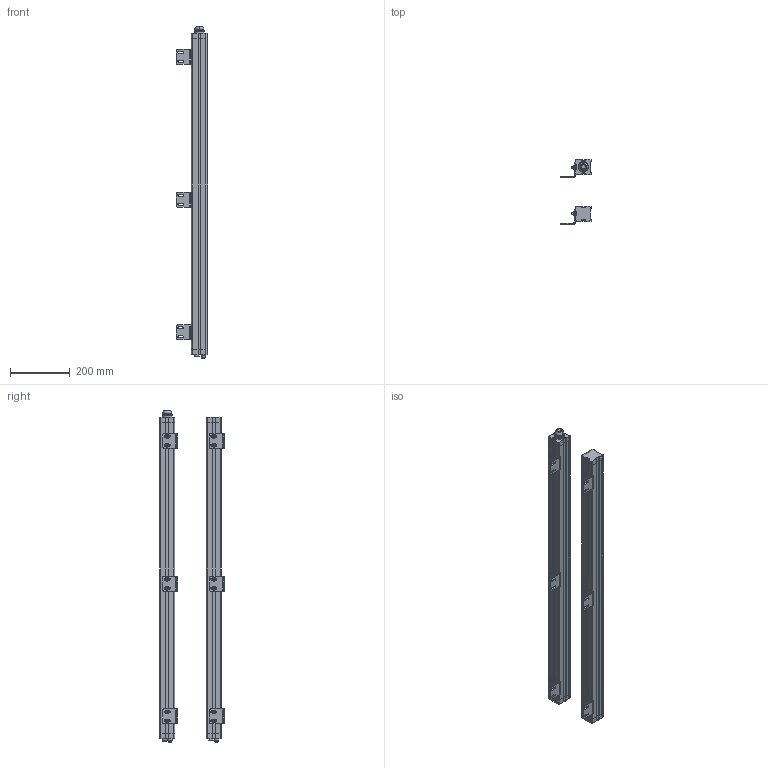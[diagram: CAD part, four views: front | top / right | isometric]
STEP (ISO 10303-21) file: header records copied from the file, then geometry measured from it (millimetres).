
FILE_DESCRIPTION(('STEP AP242'),'1');
FILE_NAME('xusl4ma4bb091n.stp','2021-09-26T18:31:35',('TraceParts'),('TraceParts S.A.'),'Spatial InterOp 3D',' ',' ');
FILE_SCHEMA(('AP242_MANAGED_MODEL_BASED_3D_ENGINEERING_MIM_LF {1 0 10303 442 1 1 4}'));
Length unit declared in the file: millimetre
Products named in the file (1): xusl4ma4bb091n_1
Bounding box: 104.8 x 216.22 x 1110 mm (x, y, z)
Volume: 5426794 mm3; surface area: 869836.3 mm2
Topology: 53 solids, 53 shells, 1131 faces, 2945 edges, 1954 vertices
Faces by surface type: plane 563, cylinder 536, torus 28, sphere 2, cone 2
Entity records: 35849 total; most frequent: DIRECTION 6465, CARTESIAN_POINT 6083, ORIENTED_EDGE 5890, EDGE_CURVE 2945, AXIS2_PLACEMENT_3D 2336, VERTEX_POINT 1954, LINE 1793, VECTOR 1793
